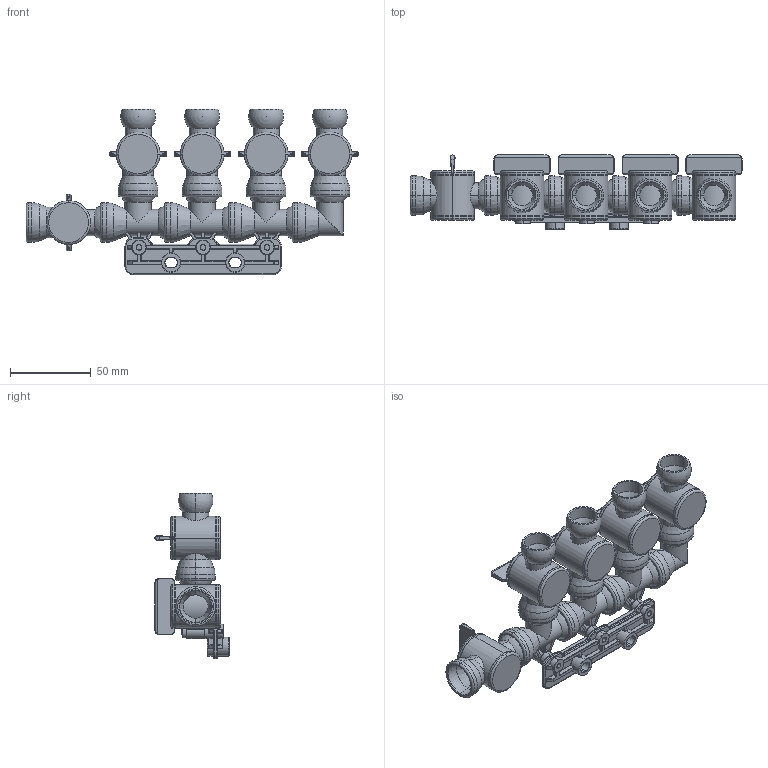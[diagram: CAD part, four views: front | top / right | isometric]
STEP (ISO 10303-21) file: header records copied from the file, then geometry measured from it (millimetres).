
FILE_DESCRIPTION (( 'STEP AP203' ), '1' );
FILE_NAME ('1-2 Total Flow Control Manifold.STEP', '2005-02-04T17:57:19', ( 'mark lockwood' ), ( 'lockwood products inc.' ), 'SwSTEP 2.0', 'SolidWorks 2004146', '' );
FILE_SCHEMA (( 'CONFIG_CONTROL_DESIGN' ));
Products named in the file (1): 1-2 Total Flow Control Manifold
Bounding box: 205.49 x 45.82 x 102.63 mm (x, y, z)
Volume: 142948.6 mm3; surface area: 86769.4 mm2
Topology: 13 solids, 13 shells, 1788 faces, 4288 edges, 2342 vertices
Faces by surface type: cylinder 704, plane 300, bspline 284, torus 244, sphere 182, cone 74
Entity records: 117734 total; most frequent: CARTESIAN_POINT 79695, DIRECTION 8106, ORIENTED_EDGE 7946, EDGE_CURVE 3973, AXIS2_PLACEMENT_3D 3444, VERTEX_POINT 2261, CIRCLE 1939, EDGE_LOOP 1868
